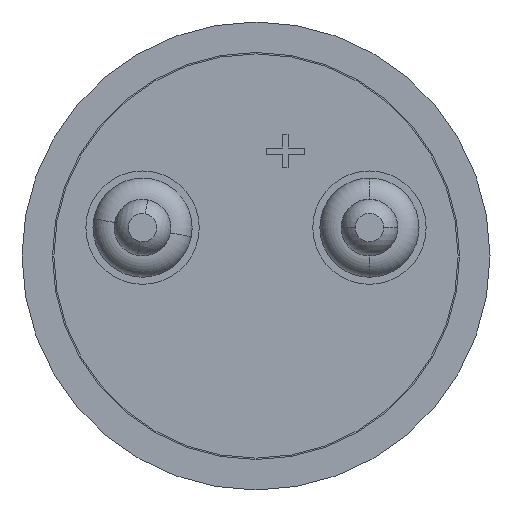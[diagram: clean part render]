
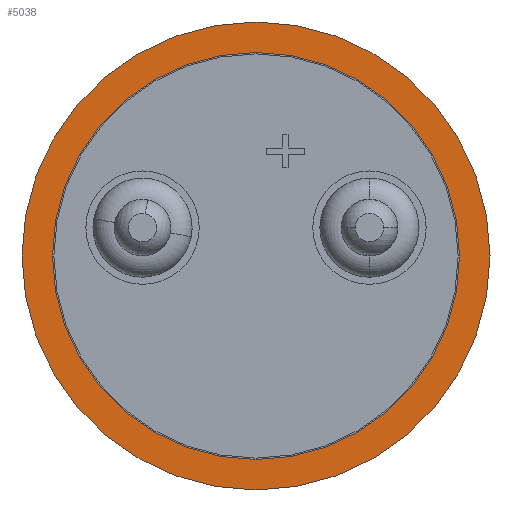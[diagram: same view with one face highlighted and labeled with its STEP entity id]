
A CAD part, front view. The second image highlights one B-rep face of the part: STEP entity #5038.
In plain terms, the highlighted face is planar.
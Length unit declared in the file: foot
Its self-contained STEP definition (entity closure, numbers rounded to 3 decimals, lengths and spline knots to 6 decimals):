
#235 = CARTESIAN_POINT ( 'NONE',  ( 0.00625, 0., 0.011958 ) ) ;
#376 = CIRCLE ( 'NONE', #7553, 0.01375 ) ;
#416 = EDGE_CURVE ( 'NONE', #3760, #8699, #8045, .T. ) ;
#835 = EDGE_CURVE ( 'NONE', #9510, #7744, #4492, .T. ) ;
#842 = CARTESIAN_POINT ( 'NONE',  ( 0.00625, 0., -0.01375 ) ) ;
#1277 = EDGE_CURVE ( 'NONE', #8699, #3760, #376, .T. ) ;
#1531 = DIRECTION ( 'NONE',  ( -1., 0., 0. ) ) ;
#1633 = PLANE ( 'NONE',  #3963 ) ;
#1677 = FACE_BOUND ( 'NONE', #8904, .T. ) ;
#1911 = CARTESIAN_POINT ( 'NONE',  ( 0.00625, 0., 0. ) ) ;
#1915 = FACE_OUTER_BOUND ( 'NONE', #6544, .T. ) ;
#2654 = AXIS2_PLACEMENT_3D ( 'NONE', #1911, #7195, #4949 ) ;
#2855 = CARTESIAN_POINT ( 'NONE',  ( 0.00625, 0., 0. ) ) ;
#3071 = AXIS2_PLACEMENT_3D ( 'NONE', #5940, #3682, #7460 ) ;
#3269 = CIRCLE ( 'NONE', #2654, 0.011958 ) ;
#3522 = AXIS2_PLACEMENT_3D ( 'NONE', #5185, #1531, #6771 ) ;
#3682 = DIRECTION ( 'NONE',  ( -1., 0., 0. ) ) ;
#3760 = VERTEX_POINT ( 'NONE', #4394 ) ;
#3963 = AXIS2_PLACEMENT_3D ( 'NONE', #6881, #6057, #5233 ) ;
#4320 = DIRECTION ( 'NONE',  ( 0., 0., 1. ) ) ;
#4380 = DIRECTION ( 'NONE',  ( -1., 0., 0. ) ) ;
#4394 = CARTESIAN_POINT ( 'NONE',  ( 0.00625, 0., 0.01375 ) ) ;
#4483 = ORIENTED_EDGE ( 'NONE', *, *, #835, .T. ) ;
#4492 = CIRCLE ( 'NONE', #3522, 0.011958 ) ;
#4949 = DIRECTION ( 'NONE',  ( 0., 0., 1. ) ) ;
#5038 = ADVANCED_FACE ( 'NONE', ( #1915, #1677 ), #1633, .F. ) ;
#5185 = CARTESIAN_POINT ( 'NONE',  ( 0.00625, 0., 0. ) ) ;
#5233 = DIRECTION ( 'NONE',  ( 0., 0., 1. ) ) ;
#5940 = CARTESIAN_POINT ( 'NONE',  ( 0.00625, 0., 0. ) ) ;
#6057 = DIRECTION ( 'NONE',  ( -1., 0., 0. ) ) ;
#6544 = EDGE_LOOP ( 'NONE', ( #9032, #8243 ) ) ;
#6771 = DIRECTION ( 'NONE',  ( 0., 0., 1. ) ) ;
#6881 = CARTESIAN_POINT ( 'NONE',  ( 0.00625, 0., 0. ) ) ;
#7152 = ORIENTED_EDGE ( 'NONE', *, *, #9200, .T. ) ;
#7195 = DIRECTION ( 'NONE',  ( -1., 0., 0. ) ) ;
#7460 = DIRECTION ( 'NONE',  ( 0., 0., 1. ) ) ;
#7553 = AXIS2_PLACEMENT_3D ( 'NONE', #2855, #4380, #4320 ) ;
#7708 = CARTESIAN_POINT ( 'NONE',  ( 0.00625, 0., -0.011958 ) ) ;
#7744 = VERTEX_POINT ( 'NONE', #235 ) ;
#8045 = CIRCLE ( 'NONE', #3071, 0.01375 ) ;
#8243 = ORIENTED_EDGE ( 'NONE', *, *, #1277, .F. ) ;
#8699 = VERTEX_POINT ( 'NONE', #842 ) ;
#8904 = EDGE_LOOP ( 'NONE', ( #7152, #4483 ) ) ;
#9032 = ORIENTED_EDGE ( 'NONE', *, *, #416, .F. ) ;
#9200 = EDGE_CURVE ( 'NONE', #7744, #9510, #3269, .T. ) ;
#9510 = VERTEX_POINT ( 'NONE', #7708 ) ;
